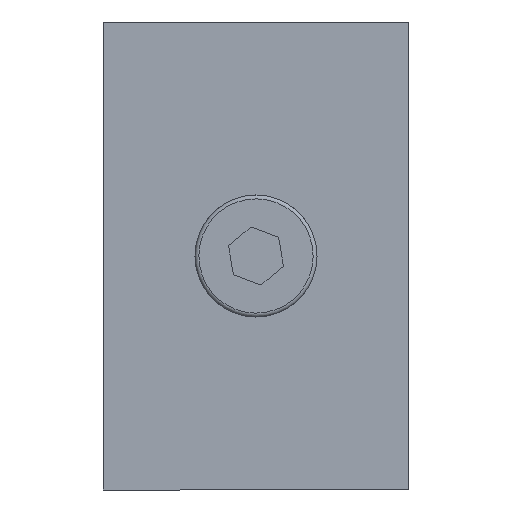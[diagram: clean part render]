
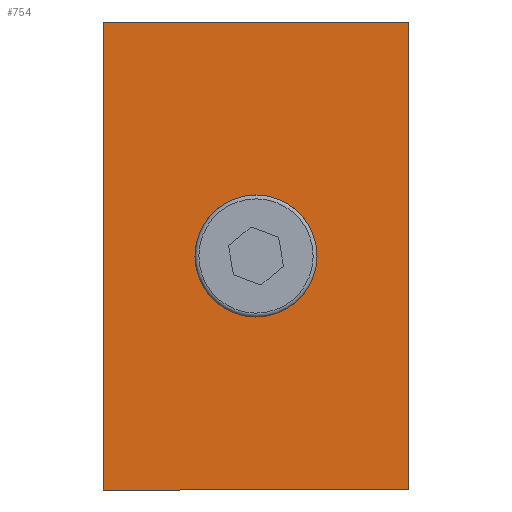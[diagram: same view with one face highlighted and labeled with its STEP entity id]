
A CAD part, left-side view. The second image highlights one B-rep face of the part: STEP entity #754.
In plain terms, the highlighted face is planar.
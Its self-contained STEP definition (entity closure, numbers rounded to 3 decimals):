
#28 = DIRECTION ( 'NONE',  ( 0., 0., -1. ) ) ;
#112 = DIRECTION ( 'NONE',  ( 1., 0., 0. ) ) ;
#113 = CARTESIAN_POINT ( 'NONE',  ( 0., 0., 0. ) ) ;
#114 = EDGE_LOOP ( 'NONE', ( #522, #742, #280, #131 ) ) ;
#116 = DIRECTION ( 'NONE',  ( -1., 0., 0. ) ) ;
#131 = ORIENTED_EDGE ( 'NONE', *, *, #218, .F. ) ;
#135 = VECTOR ( 'NONE', #378, 1000. ) ;
#171 = VECTOR ( 'NONE', #112, 1000. ) ;
#191 = EDGE_CURVE ( 'NONE', #287, #287, #235, .T. ) ;
#218 = EDGE_CURVE ( 'NONE', #825, #830, #689, .T. ) ;
#235 = CIRCLE ( 'NONE', #986, 6. ) ;
#262 = FACE_BOUND ( 'NONE', #1029, .T. ) ;
#280 = ORIENTED_EDGE ( 'NONE', *, *, #1027, .F. ) ;
#287 = VERTEX_POINT ( 'NONE', #789 ) ;
#306 = CARTESIAN_POINT ( 'NONE',  ( -23., -15., 0. ) ) ;
#340 = LINE ( 'NONE', #1220, #393 ) ;
#378 = DIRECTION ( 'NONE',  ( 0., 1., 0. ) ) ;
#380 = DIRECTION ( 'NONE',  ( -1., 0., 0. ) ) ;
#393 = VECTOR ( 'NONE', #380, 1000. ) ;
#450 = VERTEX_POINT ( 'NONE', #647 ) ;
#455 = VECTOR ( 'NONE', #1073, 1000. ) ;
#522 = ORIENTED_EDGE ( 'NONE', *, *, #1199, .F. ) ;
#525 = ORIENTED_EDGE ( 'NONE', *, *, #191, .F. ) ;
#542 = FACE_OUTER_BOUND ( 'NONE', #114, .T. ) ;
#545 = EDGE_CURVE ( 'NONE', #1227, #450, #1032, .T. ) ;
#578 = CARTESIAN_POINT ( 'NONE',  ( 23., -15., 0. ) ) ;
#584 = CARTESIAN_POINT ( 'NONE',  ( 23., -15., 0. ) ) ;
#632 = CARTESIAN_POINT ( 'NONE',  ( -23., 15., 0. ) ) ;
#647 = CARTESIAN_POINT ( 'NONE',  ( 23., 15., 0. ) ) ;
#689 = LINE ( 'NONE', #968, #455 ) ;
#733 = DIRECTION ( 'NONE',  ( 1., 0., 0. ) ) ;
#742 = ORIENTED_EDGE ( 'NONE', *, *, #545, .F. ) ;
#748 = CARTESIAN_POINT ( 'NONE',  ( 0., 0., 0. ) ) ;
#754 = ADVANCED_FACE ( 'NONE', ( #262, #542 ), #1106, .F. ) ;
#768 = LINE ( 'NONE', #306, #171 ) ;
#789 = CARTESIAN_POINT ( 'NONE',  ( -6., 0., 0. ) ) ;
#825 = VERTEX_POINT ( 'NONE', #632 ) ;
#830 = VERTEX_POINT ( 'NONE', #984 ) ;
#968 = CARTESIAN_POINT ( 'NONE',  ( -23., 15., 0. ) ) ;
#984 = CARTESIAN_POINT ( 'NONE',  ( -23., -15., 0. ) ) ;
#986 = AXIS2_PLACEMENT_3D ( 'NONE', #113, #28, #116 ) ;
#1027 = EDGE_CURVE ( 'NONE', #830, #1227, #768, .T. ) ;
#1029 = EDGE_LOOP ( 'NONE', ( #525 ) ) ;
#1032 = LINE ( 'NONE', #584, #135 ) ;
#1073 = DIRECTION ( 'NONE',  ( 0., -1., 0. ) ) ;
#1106 = PLANE ( 'NONE',  #1118 ) ;
#1118 = AXIS2_PLACEMENT_3D ( 'NONE', #748, #1235, #733 ) ;
#1199 = EDGE_CURVE ( 'NONE', #450, #825, #340, .T. ) ;
#1220 = CARTESIAN_POINT ( 'NONE',  ( 23., 15., 0. ) ) ;
#1227 = VERTEX_POINT ( 'NONE', #578 ) ;
#1235 = DIRECTION ( 'NONE',  ( 0., 0., 1. ) ) ;
